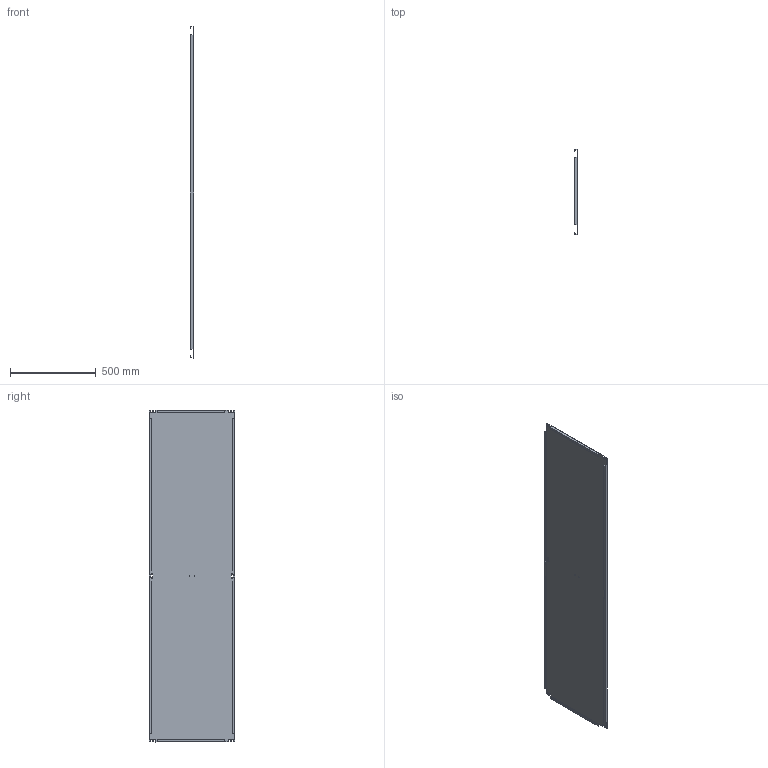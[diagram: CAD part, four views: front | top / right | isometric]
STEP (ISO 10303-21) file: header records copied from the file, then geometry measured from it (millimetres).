
FILE_DESCRIPTION((''),'2;1');
FILE_NAME('PM-G_ASM','2023-02-24T10:44:46',('klemen.sitar'),('Audax d.o.o.'),'CREO PARAMETRIC BY PTC INC, 2021304','CREO PARAMETRIC BY PTC INC, 2021304','');
FILE_SCHEMA(('AP242_MANAGED_MODEL_BASED_3D_ENGINEERING_MIM_LF { 1 0 10303 442 1 1 4 }'));
Length unit declared in the file: millimetre
Products named in the file (2): PRT0003_1_1_1_1_1_2; PM-G_ASM
Assembly tree (1 placements, depth 2):
  PM-G_ASM
    PRT0003_1_1_1_1_1_2
Bounding box: 18 x 498 x 1940 mm (x, y, z)
Volume: 2686948.9 mm3; surface area: 2163140.9 mm2
Topology: 1 solids, 1 shells, 102 faces, 300 edges, 200 vertices
Faces by surface type: plane 86, cylinder 16
Entity records: 5371 total; most frequent: CARTESIAN_POINT 609, ORIENTED_EDGE 600, DIRECTION 542, PRESENTATION_STYLE_ASSIGNMENT 403, STYLED_ITEM 403, CURVE_STYLE 300, EDGE_CURVE 300, VECTOR 268
